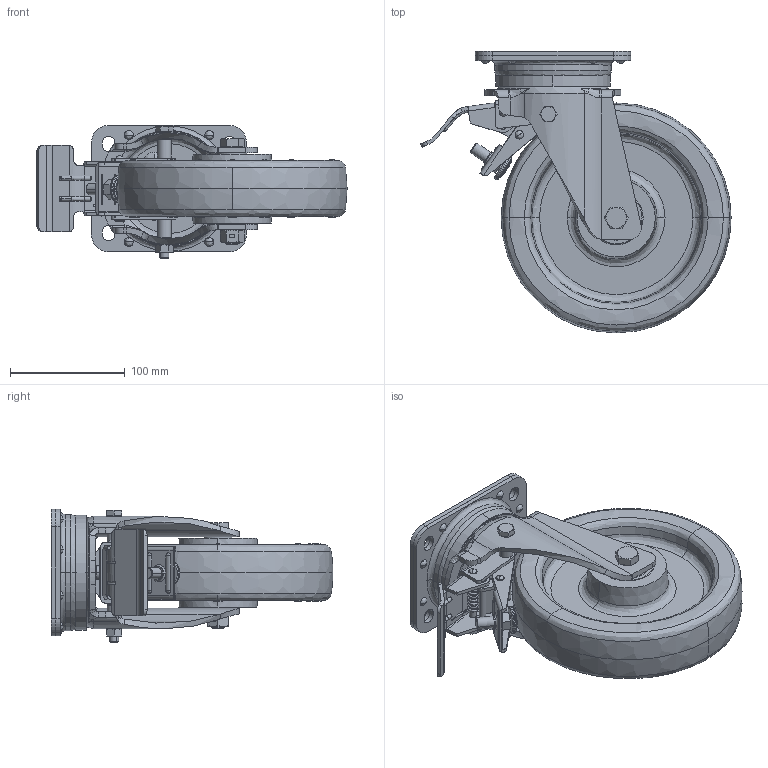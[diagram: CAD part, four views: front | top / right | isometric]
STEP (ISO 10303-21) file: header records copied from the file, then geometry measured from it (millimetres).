
FILE_DESCRIPTION (( 'STEP AP214' ), '1' );
FILE_NAME ('0014570_L-IG-PAM-200-K-3-DSV.STEP', '2015-07-16T09:41:43', ( '' ), ( '' ), 'SwSTEP 2.0', 'SolidWorks 2014', '' );
FILE_SCHEMA (( 'AUTOMOTIVE_DESIGN' ));
Length unit declared in the file: millimetre
Products named in the file (1): 0014570_L-IG-PAM-200-K-3-DSV
Bounding box: 269.93 x 245.07 x 116 mm (x, y, z)
Surface area: 366163.5 mm2 (no closed solid volume)
Topology: 0 solids, 50 shells, 1420 faces, 3424 edges, 2164 vertices
Faces by surface type: plane 547, cylinder 495, bspline 228, cone 118, torus 32
Entity records: 71359 total; most frequent: CARTESIAN_POINT 22614, ORIENTED_EDGE 6780, DIRECTION 6769, EDGE_CURVE 3390, AXIS2_PLACEMENT_3D 2591, VERTEX_POINT 2164, EDGE_LOOP 1678, VECTOR 1587
